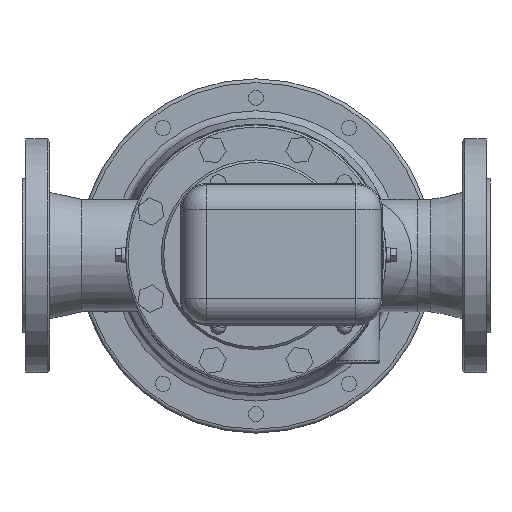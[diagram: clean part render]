
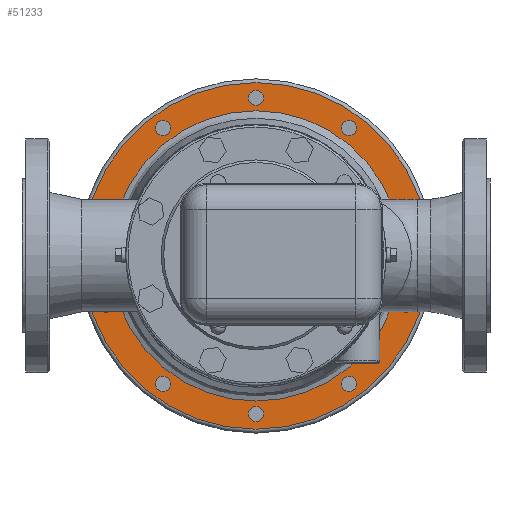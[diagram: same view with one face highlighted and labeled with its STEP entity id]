
A CAD part, top view. The second image highlights one B-rep face of the part: STEP entity #51233.
In plain terms, the highlighted planar face has unit normal (0, 0, 1).
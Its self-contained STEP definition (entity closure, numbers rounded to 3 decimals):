
#32670=CARTESIAN_POINT('',(-78.327,-97.6,-155.0));
#32671=VERTEX_POINT('',#32670);
#32672=CARTESIAN_POINT('',(-73.473,-101.127,-155.0));
#32673=DIRECTION('',(0.0,0.0,-1.0));
#32674=DIRECTION('',(0.809,-0.588,0.0));
#32675=AXIS2_PLACEMENT_3D('',#32672,#32673,#32674);
#32676=CIRCLE('',#32675,6.);
#32677=EDGE_CURVE('',#32671,#32671,#32676,.T.);
#32735=CARTESIAN_POINT('',(-120.736,-32.921,-155.0));
#32736=VERTEX_POINT('',#32735);
#32737=CARTESIAN_POINT('',(-118.882,-38.627,-155.0));
#32738=DIRECTION('',(0.0,0.0,-1.0));
#32739=DIRECTION('',(0.309,-0.951,0.0));
#32740=AXIS2_PLACEMENT_3D('',#32737,#32738,#32739);
#32741=CIRCLE('',#32740,6.);
#32742=EDGE_CURVE('',#32736,#32736,#32741,.T.);
#32800=CARTESIAN_POINT('',(-117.028,44.333,-155.0));
#32801=VERTEX_POINT('',#32800);
#32802=CARTESIAN_POINT('',(-118.882,38.627,-155.0));
#32803=DIRECTION('',(0.0,0.0,-1.));
#32804=DIRECTION('',(-0.309,-0.951,0.0));
#32805=AXIS2_PLACEMENT_3D('',#32802,#32803,#32804);
#32806=CIRCLE('',#32805,6.);
#32807=EDGE_CURVE('',#32801,#32801,#32806,.T.);
#32865=CARTESIAN_POINT('',(-68.619,104.654,-155.0));
#32866=VERTEX_POINT('',#32865);
#32867=CARTESIAN_POINT('',(-73.473,101.127,-155.0));
#32868=DIRECTION('',(0.0,0.0,-1.));
#32869=DIRECTION('',(-0.809,-0.588,0.0));
#32870=AXIS2_PLACEMENT_3D('',#32867,#32868,#32869);
#32871=CIRCLE('',#32870,6.0);
#32872=EDGE_CURVE('',#32866,#32866,#32871,.T.);
#32930=CARTESIAN_POINT('',(6.,125.0,-155.0));
#32931=VERTEX_POINT('',#32930);
#32932=CARTESIAN_POINT('',(0.,125.0,-155.0));
#32933=DIRECTION('',(0.0,0.0,-1.0));
#32934=DIRECTION('',(-1.0,0.0,0.0));
#32935=AXIS2_PLACEMENT_3D('',#32932,#32933,#32934);
#32936=CIRCLE('',#32935,6.);
#32937=EDGE_CURVE('',#32931,#32931,#32936,.T.);
#32995=CARTESIAN_POINT('',(78.327,97.6,-155.0));
#32996=VERTEX_POINT('',#32995);
#32997=CARTESIAN_POINT('',(73.473,101.127,-155.0));
#32998=DIRECTION('',(0.0,0.0,-1.));
#32999=DIRECTION('',(-0.809,0.588,0.0));
#33000=AXIS2_PLACEMENT_3D('',#32997,#32998,#32999);
#33001=CIRCLE('',#33000,6.);
#33002=EDGE_CURVE('',#32996,#32996,#33001,.T.);
#33060=CARTESIAN_POINT('',(120.736,32.921,-155.0));
#33061=VERTEX_POINT('',#33060);
#33062=CARTESIAN_POINT('',(118.882,38.627,-155.0));
#33063=DIRECTION('',(0.0,0.0,-1.));
#33064=DIRECTION('',(-0.309,0.951,0.0));
#33065=AXIS2_PLACEMENT_3D('',#33062,#33063,#33064);
#33066=CIRCLE('',#33065,6.0);
#33067=EDGE_CURVE('',#33061,#33061,#33066,.T.);
#33125=CARTESIAN_POINT('',(117.028,-44.333,-155.0));
#33126=VERTEX_POINT('',#33125);
#33127=CARTESIAN_POINT('',(118.882,-38.627,-155.0));
#33128=DIRECTION('',(0.0,0.0,-1.));
#33129=DIRECTION('',(0.309,0.951,0.0));
#33130=AXIS2_PLACEMENT_3D('',#33127,#33128,#33129);
#33131=CIRCLE('',#33130,6.);
#33132=EDGE_CURVE('',#33126,#33126,#33131,.T.);
#33190=CARTESIAN_POINT('',(68.619,-104.654,-155.0));
#33191=VERTEX_POINT('',#33190);
#33192=CARTESIAN_POINT('',(73.473,-101.127,-155.0));
#33193=DIRECTION('',(0.0,0.0,-1.0));
#33194=DIRECTION('',(0.809,0.588,0.0));
#33195=AXIS2_PLACEMENT_3D('',#33192,#33193,#33194);
#33196=CIRCLE('',#33195,6.);
#33197=EDGE_CURVE('',#33191,#33191,#33196,.T.);
#33255=CARTESIAN_POINT('',(-6.,-125.0,-155.0));
#33256=VERTEX_POINT('',#33255);
#33257=CARTESIAN_POINT('',(0.,-125.0,-155.0));
#33258=DIRECTION('',(0.0,0.0,-1.0));
#33259=DIRECTION('',(1.0,0.0,0.0));
#33260=AXIS2_PLACEMENT_3D('',#33257,#33258,#33259);
#33261=CIRCLE('',#33260,6.);
#33262=EDGE_CURVE('',#33256,#33256,#33261,.T.);
#51172=CARTESIAN_POINT('',(114.73,0.,-155.0));
#51173=VERTEX_POINT('',#51172);
#51174=CARTESIAN_POINT('',(0.0,0.0,-155.0));
#51175=DIRECTION('',(0.0,0.0,1.0));
#51176=DIRECTION('',(-1.0,0.0,0.0));
#51177=AXIS2_PLACEMENT_3D('',#51174,#51175,#51176);
#51178=CIRCLE('',#51177,114.73);
#51179=EDGE_CURVE('',#51173,#51173,#51178,.T.);
#51184=CARTESIAN_POINT('',(0.0,0.0,-155.0));
#51185=DIRECTION('',(0.0,0.0,-1.0));
#51186=DIRECTION('',(-1.0,0.0,0.0));
#51187=AXIS2_PLACEMENT_3D('',#51184,#51185,#51186);
#51188=PLANE('',#51187);
#51189=CARTESIAN_POINT('',(137.0,0.,-155.0));
#51190=VERTEX_POINT('',#51189);
#51191=CARTESIAN_POINT('',(0.0,0.0,-155.0));
#51192=DIRECTION('',(0.0,0.0,-1.0));
#51193=DIRECTION('',(-1.0,0.0,0.0));
#51194=AXIS2_PLACEMENT_3D('',#51191,#51192,#51193);
#51195=CIRCLE('',#51194,137.0);
#51196=EDGE_CURVE('',#51190,#51190,#51195,.T.);
#51197=ORIENTED_EDGE('',*,*,#51196,.F.);
#51198=EDGE_LOOP('',(#51197));
#51199=FACE_OUTER_BOUND('',#51198,.T.);
#51200=ORIENTED_EDGE('',*,*,#32677,.T.);
#51201=EDGE_LOOP('',(#51200));
#51202=FACE_BOUND('',#51201,.T.);
#51203=ORIENTED_EDGE('',*,*,#32742,.T.);
#51204=EDGE_LOOP('',(#51203));
#51205=FACE_BOUND('',#51204,.T.);
#51206=ORIENTED_EDGE('',*,*,#32807,.T.);
#51207=EDGE_LOOP('',(#51206));
#51208=FACE_BOUND('',#51207,.T.);
#51209=ORIENTED_EDGE('',*,*,#32872,.T.);
#51210=EDGE_LOOP('',(#51209));
#51211=FACE_BOUND('',#51210,.T.);
#51212=ORIENTED_EDGE('',*,*,#32937,.T.);
#51213=EDGE_LOOP('',(#51212));
#51214=FACE_BOUND('',#51213,.T.);
#51215=ORIENTED_EDGE('',*,*,#33002,.T.);
#51216=EDGE_LOOP('',(#51215));
#51217=FACE_BOUND('',#51216,.T.);
#51218=ORIENTED_EDGE('',*,*,#33067,.T.);
#51219=EDGE_LOOP('',(#51218));
#51220=FACE_BOUND('',#51219,.T.);
#51221=ORIENTED_EDGE('',*,*,#33132,.T.);
#51222=EDGE_LOOP('',(#51221));
#51223=FACE_BOUND('',#51222,.T.);
#51224=ORIENTED_EDGE('',*,*,#33197,.T.);
#51225=EDGE_LOOP('',(#51224));
#51226=FACE_BOUND('',#51225,.T.);
#51227=ORIENTED_EDGE('',*,*,#33262,.T.);
#51228=EDGE_LOOP('',(#51227));
#51229=FACE_BOUND('',#51228,.T.);
#51230=ORIENTED_EDGE('',*,*,#51179,.F.);
#51231=EDGE_LOOP('',(#51230));
#51232=FACE_BOUND('',#51231,.T.);
#51233=ADVANCED_FACE('',(#51199,#51202,#51205,#51208,#51211,#51214,#51217,#51220,#51223,#51226,#51229,#51232),#51188,.F.);
